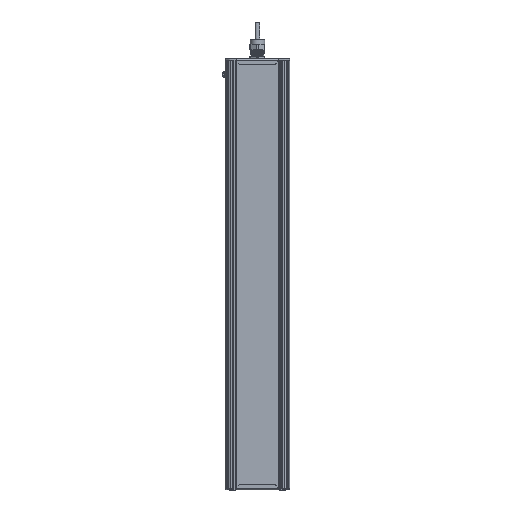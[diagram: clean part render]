
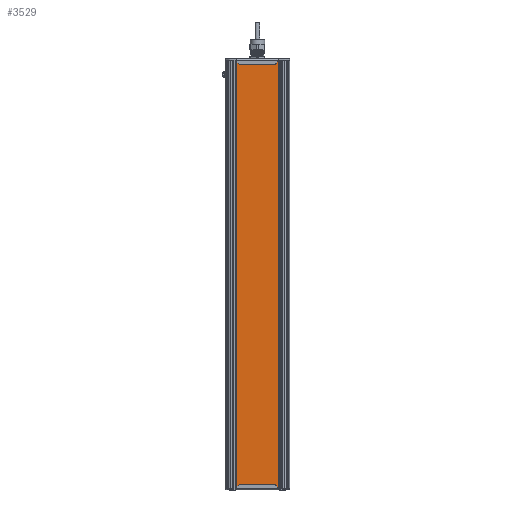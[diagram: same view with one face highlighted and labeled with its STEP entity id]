
A CAD part, front view. The second image highlights one B-rep face of the part: STEP entity #3529.
In plain terms, the highlighted face is planar.
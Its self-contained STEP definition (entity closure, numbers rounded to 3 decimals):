
#3529=ADVANCED_FACE('',(#30488),#30490,.T.);
#30488=FACE_BOUND('',#30489,.T.);
#30489=EDGE_LOOP('',(#38314,#38315,#38316,#38317));
#30490=PLANE('',#30491);
#30491=AXIS2_PLACEMENT_3D('',#30492,#30493,#30494);
#30492=CARTESIAN_POINT('',(4.499,-43.173,-748.));
#30493=DIRECTION('',(1.,0.,0.));
#30494=DIRECTION('',(0.,1.,0.));
#38314=ORIENTED_EDGE('',*,*,#42633,.T.);
#38315=ORIENTED_EDGE('',*,*,#42634,.T.);
#38316=ORIENTED_EDGE('',*,*,#42635,.F.);
#38317=ORIENTED_EDGE('',*,*,#42631,.F.);
#42631=EDGE_CURVE('',#46844,#46846,#46847,.T.);
#42633=EDGE_CURVE('',#46844,#46849,#46850,.T.);
#42634=EDGE_CURVE('',#46849,#46851,#46852,.T.);
#42635=EDGE_CURVE('',#46846,#46851,#46853,.T.);
#46844=VERTEX_POINT('',#60105);
#46846=VERTEX_POINT('',#60109);
#46847=LINE('',#60110,#60111);
#46849=VERTEX_POINT('',#60116);
#46850=LINE('',#60117,#60118);
#46851=VERTEX_POINT('',#60120);
#46852=LINE('',#60121,#60122);
#46853=LINE('',#60124,#60125);
#60105=CARTESIAN_POINT('',(4.499,-43.173,-748.));
#60109=CARTESIAN_POINT('',(4.499,-43.173,0.));
#60110=CARTESIAN_POINT('',(4.499,-43.173,-748.));
#60111=VECTOR('',#60112,1.);
#60112=DIRECTION('',(0.,0.,1.));
#60116=CARTESIAN_POINT('',(4.499,43.173,-748.));
#60117=CARTESIAN_POINT('',(4.499,-43.173,-748.));
#60118=VECTOR('',#60119,1.);
#60119=DIRECTION('',(0.,1.,0.));
#60120=CARTESIAN_POINT('',(4.499,43.173,0.));
#60121=CARTESIAN_POINT('',(4.499,43.173,-748.));
#60122=VECTOR('',#60123,1.);
#60123=DIRECTION('',(0.,0.,1.));
#60124=CARTESIAN_POINT('',(4.499,-43.173,0.));
#60125=VECTOR('',#60126,1.);
#60126=DIRECTION('',(0.,1.,0.));
